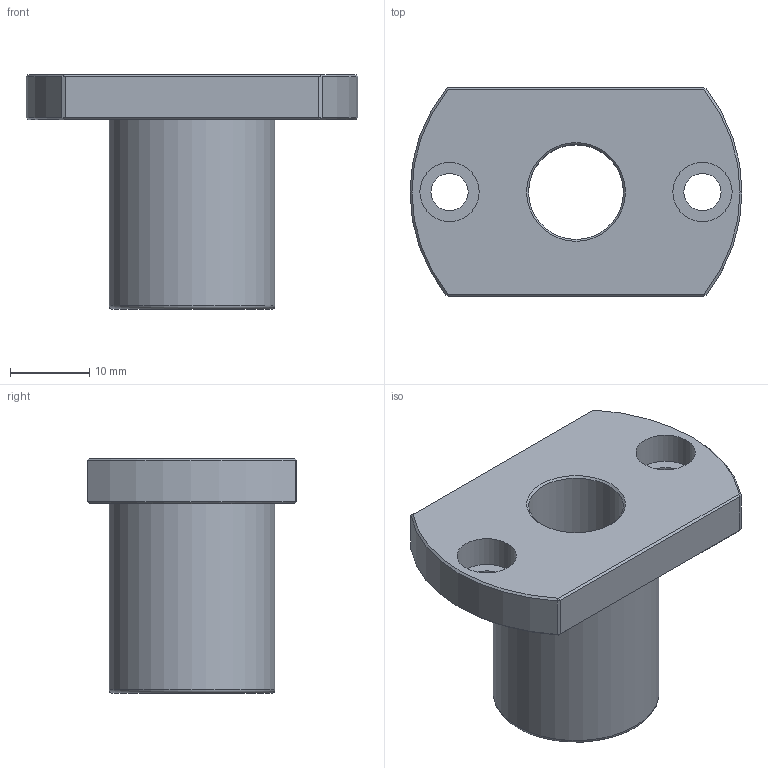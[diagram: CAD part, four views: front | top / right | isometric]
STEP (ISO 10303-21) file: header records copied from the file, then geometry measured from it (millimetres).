
FILE_DESCRIPTION(/* description */ ('Alibre Inc.'),/* implementation_level */ '2;1');
FILE_NAME(/* name */ 'export0',/* time_stamp */ '2015-01-05T09:31:45+01:00',/* author */ (''),/* organization */ (''),/* preprocessor_version */ 'ST-DEVELOPER v14',/* originating_system */ 'Alibre',/* authorisation */ '');
FILE_SCHEMA (('AUTOMOTIVE_DESIGN'));
Length unit declared in the file: centimetre
Bounding box: 42 x 26.5 x 29.7 mm (x, y, z)
Volume: 10420 mm3; surface area: 5347.8 mm2
Topology: 1 solids, 1 shells, 35 faces, 69 edges, 39 vertices
Faces by surface type: plane 14, cylinder 8, bspline 6, cone 5, torus 2
Full cylindrical faces by diameter (mm): 4.7 x2, 7.5 x2, 12 x1, 21 x1
Entity records: 1542 total; most frequent: CARTESIAN_POINT 892, ORIENTED_EDGE 116, DIRECTION 109, EDGE_CURVE 58, EDGE_LOOP 53, FACE_BOUND 53, AXIS2_PLACEMENT_3D 52, VERTEX_POINT 37
